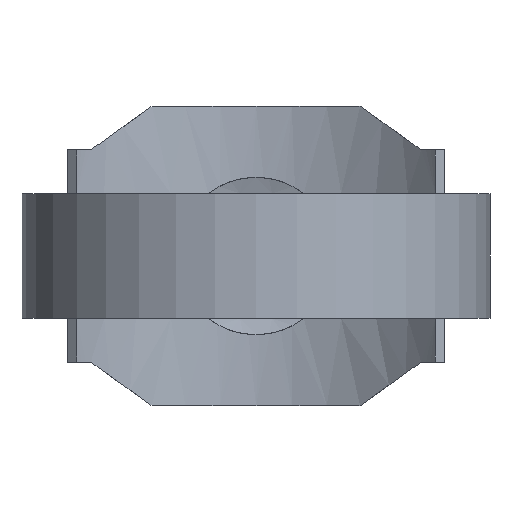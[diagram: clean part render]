
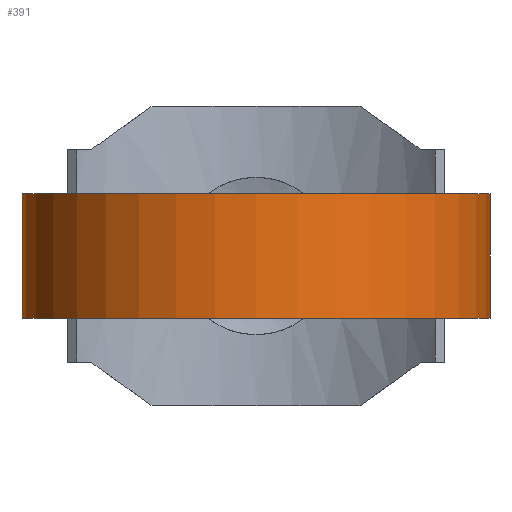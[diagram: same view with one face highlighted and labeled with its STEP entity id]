
A CAD part, front view. The second image highlights one B-rep face of the part: STEP entity #391.
In plain terms, the highlighted cylindrical face has radius 112.5 mm (diameter 225 mm), a partial arc.
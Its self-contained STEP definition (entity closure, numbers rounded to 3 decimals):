
#205 = EDGE_CURVE( '', #217, #377, #575, .T. );
#217 = VERTEX_POINT( '', #588 );
#227 = EDGE_CURVE( '', #533, #237, #599, .T. );
#237 = VERTEX_POINT( '', #611 );
#377 = VERTEX_POINT( '', #764 );
#391 = ADVANCED_FACE( '', ( #781 ), #782, .T. );
#471 = EDGE_CURVE( '', #533, #377, #872, .T. );
#513 = EDGE_CURVE( '', #237, #217, #919, .T. );
#533 = VERTEX_POINT( '', #941 );
#575 = LINE( '', #977, #978 );
#588 = CARTESIAN_POINT( '', ( 112.5, 0., 30. ) );
#599 = LINE( '', #1013, #1014 );
#611 = CARTESIAN_POINT( '', ( -112.5, 0., 30. ) );
#764 = CARTESIAN_POINT( '', ( 112.5, 0., -30. ) );
#781 = FACE_OUTER_BOUND( '', #1371, .T. );
#782 = CYLINDRICAL_SURFACE( '', #1372, 112.5 );
#872 = CIRCLE( '', #1578, 112.5 );
#919 = CIRCLE( '', #1696, 112.5 );
#941 = CARTESIAN_POINT( '', ( -112.5, 0., -30. ) );
#977 = CARTESIAN_POINT( '', ( 112.5, 0., 30. ) );
#978 = VECTOR( '', #1789, 1. );
#1013 = CARTESIAN_POINT( '', ( -112.5, 0., 30. ) );
#1014 = VECTOR( '', #1818, 1. );
#1371 = EDGE_LOOP( '', ( #2030, #2031, #2032, #2033 ) );
#1372 = AXIS2_PLACEMENT_3D( '', #2034, #2035, #2036 );
#1578 = AXIS2_PLACEMENT_3D( '', #2132, #2133, #2134 );
#1696 = AXIS2_PLACEMENT_3D( '', #2195, #2196, #2197 );
#1789 = DIRECTION( '', ( 0., 0., -1. ) );
#1818 = DIRECTION( '', ( 0., 0., 1. ) );
#2030 = ORIENTED_EDGE( '', *, *, #205, .F. );
#2031 = ORIENTED_EDGE( '', *, *, #513, .F. );
#2032 = ORIENTED_EDGE( '', *, *, #227, .F. );
#2033 = ORIENTED_EDGE( '', *, *, #471, .T. );
#2034 = CARTESIAN_POINT( '', ( 0., 0., 30. ) );
#2035 = DIRECTION( '', ( 0., 0., 1. ) );
#2036 = DIRECTION( '', ( 1., 0., 0. ) );
#2132 = CARTESIAN_POINT( '', ( 0., 0., -30. ) );
#2133 = DIRECTION( '', ( 0., 0., 1. ) );
#2134 = DIRECTION( '', ( 1., 0., 0. ) );
#2195 = CARTESIAN_POINT( '', ( 0., 0., 30. ) );
#2196 = DIRECTION( '', ( 0., 0., 1. ) );
#2197 = DIRECTION( '', ( 1., 0., 0. ) );
